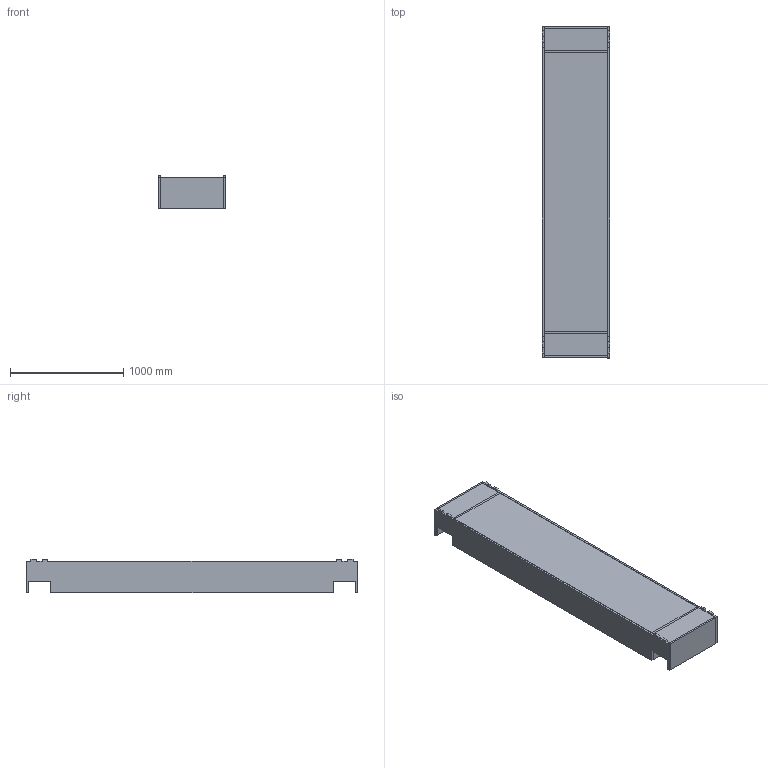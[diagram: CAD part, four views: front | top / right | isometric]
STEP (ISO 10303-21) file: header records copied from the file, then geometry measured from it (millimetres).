
FILE_DESCRIPTION(/* description */ (''),/* implementation_level */ '2;1');
FILE_NAME(/* name */ 'test1',/* time_stamp */ '2025-08-30T20:04:30+01:00',/* author */ (''),/* organization */ (''),/* preprocessor_version */ 'ST-DEVELOPER v19.2',/* originating_system */ 'Rhino 8.22',/* authorisation */ '');
FILE_SCHEMA (('AUTOMOTIVE_DESIGN'));
Length unit declared in the file: millimetre
Products named in the file (1): Document
Bounding box: 600 x 2936 x 300 mm (x, y, z)
Volume: 408617668.9 mm3; surface area: 15578785 mm2
Topology: 11 solids, 11 shells, 114 faces, 276 edges, 184 vertices
Faces by surface type: plane 114
Entity records: 2940 total; most frequent: CARTESIAN_POINT 851, ORIENTED_EDGE 552, EDGE_CURVE 276, B_SPLINE_CURVE_WITH_KNOTS 276, VERTEX_POINT 184, DIRECTION 116, AXIS2_PLACEMENT_3D 115, ADVANCED_FACE 114
